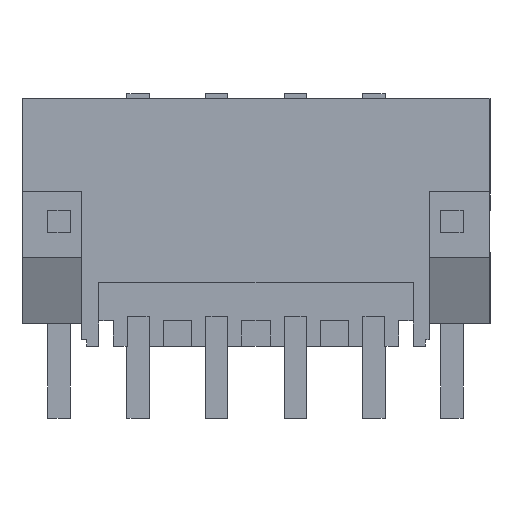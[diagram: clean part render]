
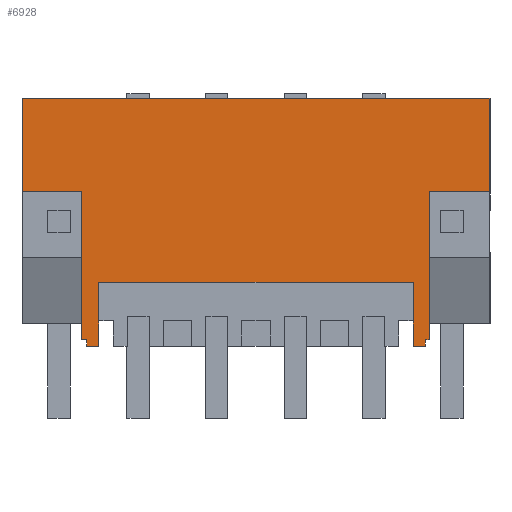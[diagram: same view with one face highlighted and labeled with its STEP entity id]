
A CAD part, front view. The second image highlights one B-rep face of the part: STEP entity #6928.
In plain terms, the highlighted planar face has unit normal (0, -1, 0).
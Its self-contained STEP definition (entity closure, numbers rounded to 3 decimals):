
#6898=AXIS2_PLACEMENT_3D('Plane Axis2P3D',#6895,#6896,#6897) ;
#1888=CARTESIAN_POINT('Line Origine',(3.425,0.,4.625)) ;
#1892=CARTESIAN_POINT('Vertex',(3.425,0.,3.2)) ;
#1894=CARTESIAN_POINT('Vertex',(3.425,0.,6.05)) ;
#1921=CARTESIAN_POINT('Vertex',(2.875,0.,3.2)) ;
#1924=CARTESIAN_POINT('Line Origine',(3.15,0.,3.2)) ;
#1946=CARTESIAN_POINT('Vertex',(2.875,0.,3.5)) ;
#1949=CARTESIAN_POINT('Line Origine',(2.875,0.,3.35)) ;
#1967=CARTESIAN_POINT('Line Origine',(2.762,0.,3.5)) ;
#1971=CARTESIAN_POINT('Vertex',(2.65,0.,3.5)) ;
#1992=CARTESIAN_POINT('Line Origine',(2.65,0.,6.8)) ;
#1996=CARTESIAN_POINT('Vertex',(2.65,0.,10.1)) ;
#2314=CARTESIAN_POINT('Vertex',(0.,0.,10.1)) ;
#2317=CARTESIAN_POINT('Line Origine',(0.,0.,12.175)) ;
#2321=CARTESIAN_POINT('Vertex',(0.,0.,14.25)) ;
#2447=CARTESIAN_POINT('Line Origine',(10.425,0.,14.25)) ;
#2451=CARTESIAN_POINT('Vertex',(20.85,0.,14.25)) ;
#4498=CARTESIAN_POINT('Line Origine',(20.85,0.,12.175)) ;
#4502=CARTESIAN_POINT('Vertex',(20.85,0.,10.1)) ;
#4825=CARTESIAN_POINT('Vertex',(18.15,0.,10.1)) ;
#4828=CARTESIAN_POINT('Line Origine',(18.15,0.,6.8)) ;
#4832=CARTESIAN_POINT('Vertex',(18.15,0.,3.5)) ;
#4856=CARTESIAN_POINT('Line Origine',(18.063,0.,3.5)) ;
#4860=CARTESIAN_POINT('Vertex',(17.975,0.,3.5)) ;
#4881=CARTESIAN_POINT('Line Origine',(17.975,0.,3.35)) ;
#4885=CARTESIAN_POINT('Vertex',(17.975,0.,3.2)) ;
#4901=CARTESIAN_POINT('Line Origine',(17.7,0.,3.2)) ;
#4905=CARTESIAN_POINT('Vertex',(17.425,0.,3.2)) ;
#4926=CARTESIAN_POINT('Line Origine',(17.425,0.,4.625)) ;
#4930=CARTESIAN_POINT('Vertex',(17.425,0.,6.05)) ;
#6154=CARTESIAN_POINT('Line Origine',(10.425,0.,6.05)) ;
#6895=CARTESIAN_POINT('Axis2P3D Location',(-0.075,0.,3.2)) ;
#6900=CARTESIAN_POINT('Line Origine',(19.5,0.,10.1)) ;
#6905=CARTESIAN_POINT('Line Origine',(1.325,0.,10.1)) ;
#1889=DIRECTION('Vector Direction',(0.,0.,1.)) ;
#1925=DIRECTION('Vector Direction',(1.,0.,0.)) ;
#1950=DIRECTION('Vector Direction',(0.,0.,1.)) ;
#1968=DIRECTION('Vector Direction',(-1.,0.,0.)) ;
#1993=DIRECTION('Vector Direction',(0.,0.,-1.)) ;
#2318=DIRECTION('Vector Direction',(0.,0.,1.)) ;
#2448=DIRECTION('Vector Direction',(1.,0.,0.)) ;
#4499=DIRECTION('Vector Direction',(0.,0.,1.)) ;
#4829=DIRECTION('Vector Direction',(0.,0.,-1.)) ;
#4857=DIRECTION('Vector Direction',(-1.,0.,0.)) ;
#4882=DIRECTION('Vector Direction',(0.,0.,1.)) ;
#4902=DIRECTION('Vector Direction',(1.,0.,0.)) ;
#4927=DIRECTION('Vector Direction',(0.,0.,1.)) ;
#6155=DIRECTION('Vector Direction',(1.,0.,0.)) ;
#6896=DIRECTION('Axis2P3D Direction',(0.,1.,0.)) ;
#6897=DIRECTION('Axis2P3D XDirection',(0.,0.,1.)) ;
#6901=DIRECTION('Vector Direction',(1.,0.,0.)) ;
#6906=DIRECTION('Vector Direction',(1.,0.,0.)) ;
#1890=VECTOR('Line Direction',#1889,1.) ;
#1926=VECTOR('Line Direction',#1925,1.) ;
#1951=VECTOR('Line Direction',#1950,1.) ;
#1969=VECTOR('Line Direction',#1968,1.) ;
#1994=VECTOR('Line Direction',#1993,1.) ;
#2319=VECTOR('Line Direction',#2318,1.) ;
#2449=VECTOR('Line Direction',#2448,1.) ;
#4500=VECTOR('Line Direction',#4499,1.) ;
#4830=VECTOR('Line Direction',#4829,1.) ;
#4858=VECTOR('Line Direction',#4857,1.) ;
#4883=VECTOR('Line Direction',#4882,1.) ;
#4903=VECTOR('Line Direction',#4902,1.) ;
#4928=VECTOR('Line Direction',#4927,1.) ;
#6156=VECTOR('Line Direction',#6155,1.) ;
#6902=VECTOR('Line Direction',#6901,1.) ;
#6907=VECTOR('Line Direction',#6906,1.) ;
#6911=ORIENTED_EDGE('',*,*,#6158,.F.) ;
#6912=ORIENTED_EDGE('',*,*,#4932,.F.) ;
#6913=ORIENTED_EDGE('',*,*,#4907,.T.) ;
#6914=ORIENTED_EDGE('',*,*,#4887,.T.) ;
#6915=ORIENTED_EDGE('',*,*,#4862,.F.) ;
#6916=ORIENTED_EDGE('',*,*,#4834,.F.) ;
#6917=ORIENTED_EDGE('',*,*,#6904,.F.) ;
#6918=ORIENTED_EDGE('',*,*,#4504,.T.) ;
#6919=ORIENTED_EDGE('',*,*,#2453,.F.) ;
#6920=ORIENTED_EDGE('',*,*,#2323,.F.) ;
#6921=ORIENTED_EDGE('',*,*,#6909,.T.) ;
#6922=ORIENTED_EDGE('',*,*,#1998,.T.) ;
#6923=ORIENTED_EDGE('',*,*,#1973,.F.) ;
#6924=ORIENTED_EDGE('',*,*,#1953,.F.) ;
#6925=ORIENTED_EDGE('',*,*,#1928,.T.) ;
#6926=ORIENTED_EDGE('',*,*,#1896,.T.) ;
#6928=ADVANCED_FACE('HOUSING',(#6927),#6899,.F.) ;
#1896=EDGE_CURVE('',#1893,#1895,#1891,.T.) ;
#1928=EDGE_CURVE('',#1922,#1893,#1927,.T.) ;
#1953=EDGE_CURVE('',#1922,#1947,#1952,.T.) ;
#1973=EDGE_CURVE('',#1947,#1972,#1970,.T.) ;
#1998=EDGE_CURVE('',#1997,#1972,#1995,.T.) ;
#2323=EDGE_CURVE('',#2315,#2322,#2320,.T.) ;
#2453=EDGE_CURVE('',#2322,#2452,#2450,.T.) ;
#4504=EDGE_CURVE('',#4503,#2452,#4501,.T.) ;
#4834=EDGE_CURVE('',#4826,#4833,#4831,.T.) ;
#4862=EDGE_CURVE('',#4833,#4861,#4859,.T.) ;
#4887=EDGE_CURVE('',#4886,#4861,#4884,.T.) ;
#4907=EDGE_CURVE('',#4906,#4886,#4904,.T.) ;
#4932=EDGE_CURVE('',#4906,#4931,#4929,.T.) ;
#6158=EDGE_CURVE('',#4931,#1895,#6157,.F.) ;
#6904=EDGE_CURVE('',#4503,#4826,#6903,.F.) ;
#6909=EDGE_CURVE('',#2315,#1997,#6908,.T.) ;
#6910=EDGE_LOOP('',(#6911,#6912,#6913,#6914,#6915,#6916,#6917,#6918,#6919,#6920,#6921,#6922,#6923,#6924,#6925,#6926)) ;
#6927=FACE_OUTER_BOUND('',#6910,.T.) ;
#1891=LINE('Line',#1888,#1890) ;
#1927=LINE('Line',#1924,#1926) ;
#1952=LINE('Line',#1949,#1951) ;
#1970=LINE('Line',#1967,#1969) ;
#1995=LINE('Line',#1992,#1994) ;
#2320=LINE('Line',#2317,#2319) ;
#2450=LINE('Line',#2447,#2449) ;
#4501=LINE('Line',#4498,#4500) ;
#4831=LINE('Line',#4828,#4830) ;
#4859=LINE('Line',#4856,#4858) ;
#4884=LINE('Line',#4881,#4883) ;
#4904=LINE('Line',#4901,#4903) ;
#4929=LINE('Line',#4926,#4928) ;
#6157=LINE('Line',#6154,#6156) ;
#6903=LINE('Line',#6900,#6902) ;
#6908=LINE('Line',#6905,#6907) ;
#6899=PLANE('',#6898) ;
#1893=VERTEX_POINT('',#1892) ;
#1895=VERTEX_POINT('',#1894) ;
#1922=VERTEX_POINT('',#1921) ;
#1947=VERTEX_POINT('',#1946) ;
#1972=VERTEX_POINT('',#1971) ;
#1997=VERTEX_POINT('',#1996) ;
#2315=VERTEX_POINT('',#2314) ;
#2322=VERTEX_POINT('',#2321) ;
#2452=VERTEX_POINT('',#2451) ;
#4503=VERTEX_POINT('',#4502) ;
#4826=VERTEX_POINT('',#4825) ;
#4833=VERTEX_POINT('',#4832) ;
#4861=VERTEX_POINT('',#4860) ;
#4886=VERTEX_POINT('',#4885) ;
#4906=VERTEX_POINT('',#4905) ;
#4931=VERTEX_POINT('',#4930) ;
